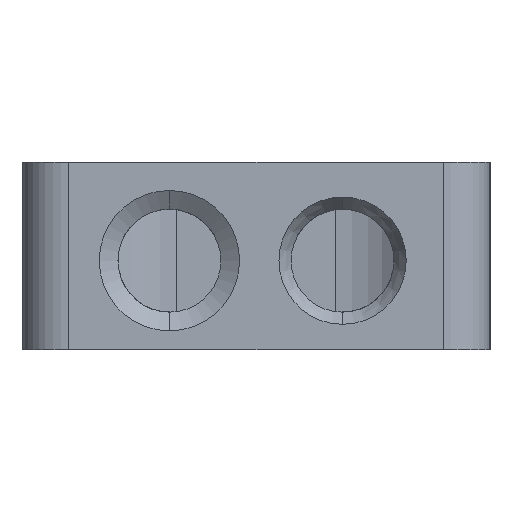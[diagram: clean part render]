
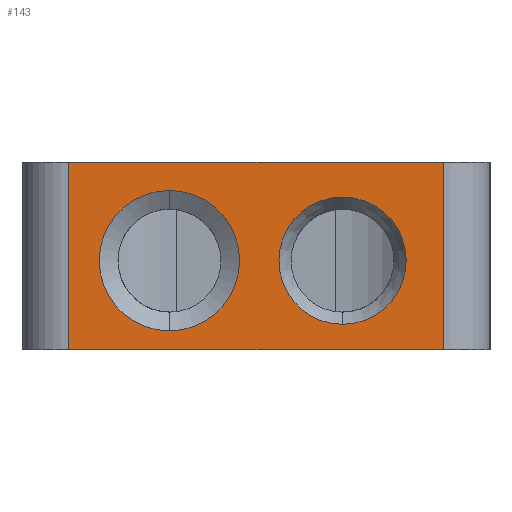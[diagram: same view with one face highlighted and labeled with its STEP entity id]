
A CAD part, left-side view. The second image highlights one B-rep face of the part: STEP entity #143.
In plain terms, the highlighted planar face has unit normal (-1, 0, 0).
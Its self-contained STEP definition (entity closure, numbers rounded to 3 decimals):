
#48 = CARTESIAN_POINT ( 'NONE',  ( -35., 4., 0. ) ) ;
#51 = CARTESIAN_POINT ( 'NONE',  ( -35., -1.85, 0.54 ) ) ;
#64 = VERTEX_POINT ( 'NONE', #2612 ) ;
#71 = VERTEX_POINT ( 'NONE', #1394 ) ;
#120 = EDGE_CURVE ( 'NONE', #2192, #71, #1766, .T. ) ;
#143 = ADVANCED_FACE ( 'NONE', ( #1424, #1613, #371 ), #992, .F. ) ;
#195 = AXIS2_PLACEMENT_3D ( 'NONE', #777, #792, #1657 ) ;
#271 = ORIENTED_EDGE ( 'NONE', *, *, #891, .F. ) ;
#371 = FACE_OUTER_BOUND ( 'NONE', #2355, .T. ) ;
#392 = DIRECTION ( 'NONE',  ( 1., 0., 0. ) ) ;
#479 = CIRCLE ( 'NONE', #1565, 1.36 ) ;
#547 = VECTOR ( 'NONE', #694, 1000. ) ;
#607 = EDGE_CURVE ( 'NONE', #1253, #903, #2248, .T. ) ;
#626 = ORIENTED_EDGE ( 'NONE', *, *, #1478, .T. ) ;
#668 = LINE ( 'NONE', #1518, #2266 ) ;
#694 = DIRECTION ( 'NONE',  ( 0., -1., 0. ) ) ;
#777 = CARTESIAN_POINT ( 'NONE',  ( -35., 1.85, 1.9 ) ) ;
#778 = ORIENTED_EDGE ( 'NONE', *, *, #607, .T. ) ;
#782 = VERTEX_POINT ( 'NONE', #48 ) ;
#792 = DIRECTION ( 'NONE',  ( 1., 0., 0. ) ) ;
#795 = CARTESIAN_POINT ( 'NONE',  ( -35., -5., 4. ) ) ;
#820 = CARTESIAN_POINT ( 'NONE',  ( -35., 1.85, 0.4 ) ) ;
#826 = ORIENTED_EDGE ( 'NONE', *, *, #1108, .T. ) ;
#891 = EDGE_CURVE ( 'NONE', #1258, #903, #1431, .T. ) ;
#902 = EDGE_CURVE ( 'NONE', #2426, #64, #479, .T. ) ;
#903 = VERTEX_POINT ( 'NONE', #1445 ) ;
#927 = ORIENTED_EDGE ( 'NONE', *, *, #2461, .T. ) ;
#954 = CARTESIAN_POINT ( 'NONE',  ( -35., 1.85, 1.9 ) ) ;
#992 = PLANE ( 'NONE',  #2324 ) ;
#1108 = EDGE_CURVE ( 'NONE', #64, #2426, #2342, .T. ) ;
#1198 = DIRECTION ( 'NONE',  ( 0., 0., 1. ) ) ;
#1241 = CARTESIAN_POINT ( 'NONE',  ( -35., -4., 4. ) ) ;
#1253 = VERTEX_POINT ( 'NONE', #1585 ) ;
#1258 = VERTEX_POINT ( 'NONE', #2219 ) ;
#1394 = CARTESIAN_POINT ( 'NONE',  ( -35., 1.85, 3.4 ) ) ;
#1401 = CARTESIAN_POINT ( 'NONE',  ( -35., -1.85, 1.9 ) ) ;
#1424 = FACE_BOUND ( 'NONE', #2420, .T. ) ;
#1431 = LINE ( 'NONE', #1835, #2476 ) ;
#1445 = CARTESIAN_POINT ( 'NONE',  ( -35., -4., 4. ) ) ;
#1478 = EDGE_CURVE ( 'NONE', #782, #1253, #1511, .T. ) ;
#1493 = CARTESIAN_POINT ( 'NONE',  ( -35., -1.85, 1.9 ) ) ;
#1503 = AXIS2_PLACEMENT_3D ( 'NONE', #954, #1776, #2598 ) ;
#1511 = LINE ( 'NONE', #2334, #547 ) ;
#1518 = CARTESIAN_POINT ( 'NONE',  ( -35., 4., 4. ) ) ;
#1565 = AXIS2_PLACEMENT_3D ( 'NONE', #1401, #392, #2225 ) ;
#1585 = CARTESIAN_POINT ( 'NONE',  ( -35., -4., 0. ) ) ;
#1613 = FACE_BOUND ( 'NONE', #2152, .T. ) ;
#1618 = AXIS2_PLACEMENT_3D ( 'NONE', #1493, #2318, #2366 ) ;
#1657 = DIRECTION ( 'NONE',  ( 0., 0., -1. ) ) ;
#1753 = CIRCLE ( 'NONE', #195, 1.5 ) ;
#1764 = ORIENTED_EDGE ( 'NONE', *, *, #902, .T. ) ;
#1766 = CIRCLE ( 'NONE', #1503, 1.5 ) ;
#1776 = DIRECTION ( 'NONE',  ( 1., 0., 0. ) ) ;
#1835 = CARTESIAN_POINT ( 'NONE',  ( -35., -5., 4. ) ) ;
#1850 = EDGE_CURVE ( 'NONE', #71, #2192, #1753, .T. ) ;
#1863 = DIRECTION ( 'NONE',  ( 0., -1., 0. ) ) ;
#1935 = ORIENTED_EDGE ( 'NONE', *, *, #1850, .T. ) ;
#2058 = ORIENTED_EDGE ( 'NONE', *, *, #120, .T. ) ;
#2152 = EDGE_LOOP ( 'NONE', ( #1935, #2058 ) ) ;
#2192 = VERTEX_POINT ( 'NONE', #820 ) ;
#2219 = CARTESIAN_POINT ( 'NONE',  ( -35., 4., 4. ) ) ;
#2225 = DIRECTION ( 'NONE',  ( 0., 0., -1. ) ) ;
#2246 = DIRECTION ( 'NONE',  ( 1., 0., 0. ) ) ;
#2248 = LINE ( 'NONE', #1241, #2534 ) ;
#2266 = VECTOR ( 'NONE', #2320, 1000. ) ;
#2318 = DIRECTION ( 'NONE',  ( 1., 0., 0. ) ) ;
#2320 = DIRECTION ( 'NONE',  ( 0., 0., -1. ) ) ;
#2324 = AXIS2_PLACEMENT_3D ( 'NONE', #795, #2246, #2433 ) ;
#2334 = CARTESIAN_POINT ( 'NONE',  ( -35., -5., 0. ) ) ;
#2342 = CIRCLE ( 'NONE', #1618, 1.36 ) ;
#2355 = EDGE_LOOP ( 'NONE', ( #626, #778, #271, #927 ) ) ;
#2366 = DIRECTION ( 'NONE',  ( 0., 0., -1. ) ) ;
#2420 = EDGE_LOOP ( 'NONE', ( #826, #1764 ) ) ;
#2426 = VERTEX_POINT ( 'NONE', #51 ) ;
#2433 = DIRECTION ( 'NONE',  ( 0., 0., -1. ) ) ;
#2461 = EDGE_CURVE ( 'NONE', #1258, #782, #668, .T. ) ;
#2476 = VECTOR ( 'NONE', #1863, 1000. ) ;
#2534 = VECTOR ( 'NONE', #1198, 1000. ) ;
#2598 = DIRECTION ( 'NONE',  ( 0., 0., -1. ) ) ;
#2612 = CARTESIAN_POINT ( 'NONE',  ( -35., -1.85, 3.26 ) ) ;
